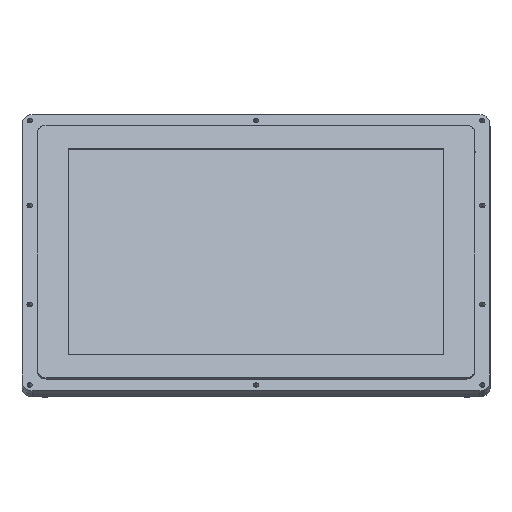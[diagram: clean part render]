
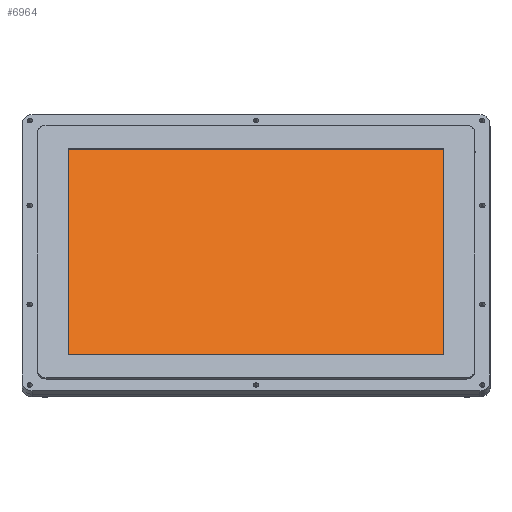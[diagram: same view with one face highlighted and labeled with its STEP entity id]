
A CAD part, top view. The second image highlights one B-rep face of the part: STEP entity #6964.
In plain terms, the highlighted face is planar.
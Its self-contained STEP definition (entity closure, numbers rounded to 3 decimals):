
#6842=DIRECTION('',(0.,0.,-1.));
#6843=VECTOR('',#6842,139.);
#6844=CARTESIAN_POINT('',(87.187,1.5,254.563));
#6845=LINE('',#6844,#6843);
#6866=DIRECTION('',(-1.,0.,0.));
#6867=VECTOR('',#6866,220.11);
#6868=CARTESIAN_POINT('',(307.297,1.5,254.563));
#6869=LINE('',#6868,#6867);
#6874=DIRECTION('',(1.,0.,0.));
#6875=VECTOR('',#6874,220.11);
#6876=CARTESIAN_POINT('',(87.187,1.5,115.563));
#6877=LINE('',#6876,#6875);
#6882=DIRECTION('',(0.,0.,1.));
#6883=VECTOR('',#6882,139.);
#6884=CARTESIAN_POINT('',(307.297,1.5,115.563));
#6885=LINE('',#6884,#6883);
#6894=CARTESIAN_POINT('',(87.187,1.5,254.563));
#6895=CARTESIAN_POINT('',(87.187,1.5,115.563));
#6896=VERTEX_POINT('',#6894);
#6897=VERTEX_POINT('',#6895);
#6898=CARTESIAN_POINT('',(307.297,1.5,115.563));
#6899=VERTEX_POINT('',#6898);
#6903=CARTESIAN_POINT('',(307.297,1.5,254.563));
#6905=VERTEX_POINT('',#6903);
#6951=CARTESIAN_POINT('',(0.,1.5,0.));
#6952=DIRECTION('',(0.,1.,0.));
#6953=DIRECTION('',(0.,0.,1.));
#6954=AXIS2_PLACEMENT_3D('',#6951,#6952,#6953);
#6955=PLANE('',#6954);
#6956=ORIENTED_EDGE('',*,*,#6915,.T.);
#6958=ORIENTED_EDGE('',*,*,#6957,.T.);
#6960=ORIENTED_EDGE('',*,*,#6959,.T.);
#6961=ORIENTED_EDGE('',*,*,#6944,.T.);
#6962=EDGE_LOOP('',(#6956,#6958,#6960,#6961));
#6963=FACE_OUTER_BOUND('',#6962,.F.);
#6915=EDGE_CURVE('',#6896,#6897,#6845,.T.);
#6944=EDGE_CURVE('',#6905,#6896,#6869,.T.);
#6957=EDGE_CURVE('',#6897,#6899,#6877,.T.);
#6959=EDGE_CURVE('',#6899,#6905,#6885,.T.);
#6964=ADVANCED_FACE('',(#6963),#6955,.T.);
